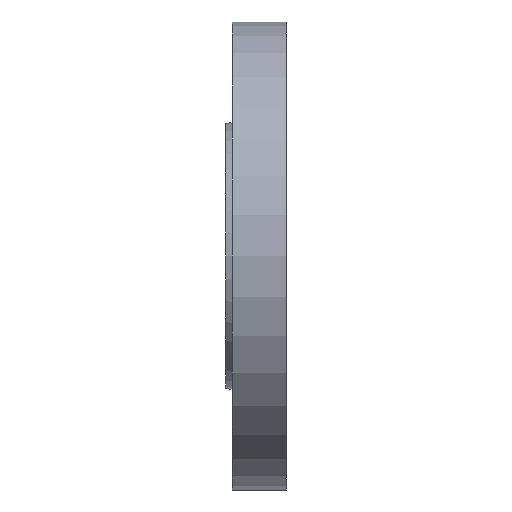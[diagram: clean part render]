
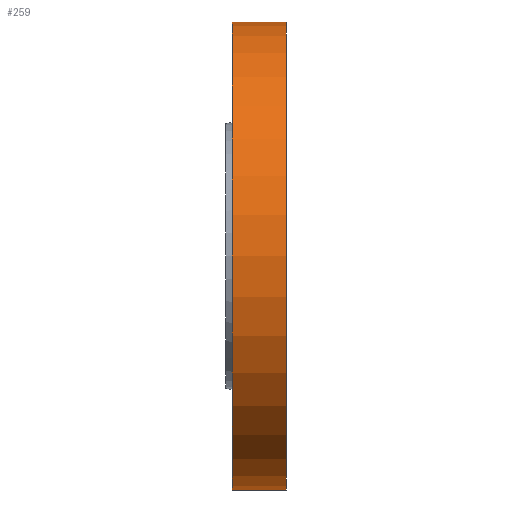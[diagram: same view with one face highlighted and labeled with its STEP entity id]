
A CAD part, left-side view. The second image highlights one B-rep face of the part: STEP entity #259.
In plain terms, the highlighted cylindrical face has radius 107.5 mm (diameter 215 mm), a partial arc.
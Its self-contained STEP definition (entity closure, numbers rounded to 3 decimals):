
#39 = CARTESIAN_POINT ( 'NONE',  ( 0., 0., 107.5 ) ) ;
#81 = VERTEX_POINT ( 'NONE', #458 ) ;
#92 = DIRECTION ( 'NONE',  ( 0., 1., 0. ) ) ;
#95 = CARTESIAN_POINT ( 'NONE',  ( 0., 0., 0. ) ) ;
#96 = CIRCLE ( 'NONE', #845, 107.5 ) ;
#134 = ORIENTED_EDGE ( 'NONE', *, *, #294, .F. ) ;
#153 = CARTESIAN_POINT ( 'NONE',  ( 0., 25., 107.5 ) ) ;
#169 = CARTESIAN_POINT ( 'NONE',  ( 0., 25., 0. ) ) ;
#179 = EDGE_CURVE ( 'NONE', #653, #331, #233, .T. ) ;
#180 = CARTESIAN_POINT ( 'NONE',  ( 0., 0., -107.5 ) ) ;
#219 = AXIS2_PLACEMENT_3D ( 'NONE', #95, #92, #609 ) ;
#230 = DIRECTION ( 'NONE',  ( 0., -1., 0. ) ) ;
#233 = LINE ( 'NONE', #153, #248 ) ;
#247 = DIRECTION ( 'NONE',  ( 0., -1., 0. ) ) ;
#248 = VECTOR ( 'NONE', #230, 1000. ) ;
#256 = CARTESIAN_POINT ( 'NONE',  ( 0., 25., 107.5 ) ) ;
#259 = ADVANCED_FACE ( 'NONE', ( #346 ), #604, .T. ) ;
#272 = ORIENTED_EDGE ( 'NONE', *, *, #310, .T. ) ;
#275 = ORIENTED_EDGE ( 'NONE', *, *, #838, .T. ) ;
#287 = CARTESIAN_POINT ( 'NONE',  ( 0., 25., 0. ) ) ;
#294 = EDGE_CURVE ( 'NONE', #81, #653, #96, .T. ) ;
#310 = EDGE_CURVE ( 'NONE', #81, #342, #432, .T. ) ;
#331 = VERTEX_POINT ( 'NONE', #39 ) ;
#342 = VERTEX_POINT ( 'NONE', #180 ) ;
#346 = FACE_OUTER_BOUND ( 'NONE', #438, .T. ) ;
#350 = DIRECTION ( 'NONE',  ( 0., -1., 0. ) ) ;
#352 = VECTOR ( 'NONE', #247, 1000. ) ;
#361 = AXIS2_PLACEMENT_3D ( 'NONE', #287, #350, #607 ) ;
#423 = CARTESIAN_POINT ( 'NONE',  ( 0., 25., -107.5 ) ) ;
#432 = LINE ( 'NONE', #423, #352 ) ;
#438 = EDGE_LOOP ( 'NONE', ( #660, #134, #272, #275 ) ) ;
#458 = CARTESIAN_POINT ( 'NONE',  ( 0., 25., -107.5 ) ) ;
#495 = DIRECTION ( 'NONE',  ( 0., 0., 1. ) ) ;
#604 = CYLINDRICAL_SURFACE ( 'NONE', #361, 107.5 ) ;
#607 = DIRECTION ( 'NONE',  ( 0., 0., -1. ) ) ;
#609 = DIRECTION ( 'NONE',  ( 0., 0., 1. ) ) ;
#653 = VERTEX_POINT ( 'NONE', #256 ) ;
#660 = ORIENTED_EDGE ( 'NONE', *, *, #179, .F. ) ;
#691 = DIRECTION ( 'NONE',  ( 0., 1., 0. ) ) ;
#753 = CIRCLE ( 'NONE', #219, 107.5 ) ;
#838 = EDGE_CURVE ( 'NONE', #342, #331, #753, .T. ) ;
#845 = AXIS2_PLACEMENT_3D ( 'NONE', #169, #691, #495 ) ;
